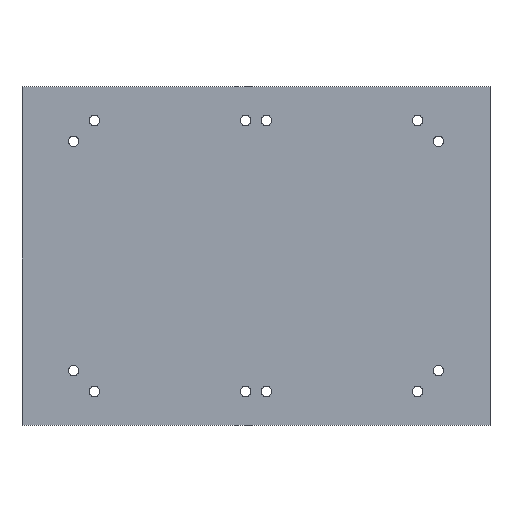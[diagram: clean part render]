
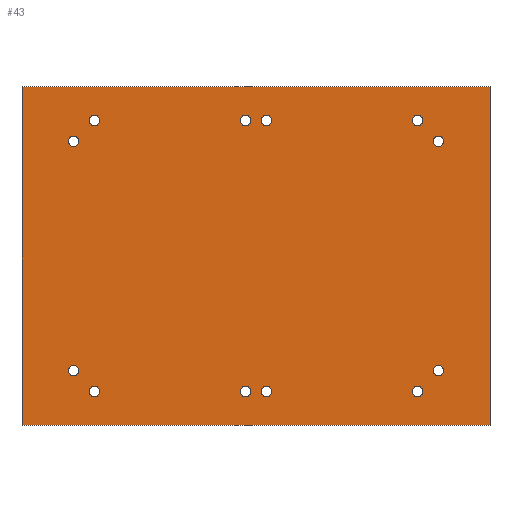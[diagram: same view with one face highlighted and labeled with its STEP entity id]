
A CAD part, top view. The second image highlights one B-rep face of the part: STEP entity #43.
In plain terms, the highlighted planar face has unit normal (0, 0, 1).
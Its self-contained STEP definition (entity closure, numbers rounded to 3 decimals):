
#43=ADVANCED_FACE('',(#103,#104,#105,#106,#107,#108,#109,#110,#111,#112,#113,
#114,#73),#349,.T.);
#73=FACE_OUTER_BOUND('',#139,.F.);
#103=FACE_BOUND('',#127,.F.);
#104=FACE_BOUND('',#128,.F.);
#105=FACE_BOUND('',#129,.F.);
#106=FACE_BOUND('',#130,.F.);
#107=FACE_BOUND('',#131,.F.);
#108=FACE_BOUND('',#132,.F.);
#109=FACE_BOUND('',#133,.F.);
#110=FACE_BOUND('',#134,.F.);
#111=FACE_BOUND('',#135,.F.);
#112=FACE_BOUND('',#136,.F.);
#113=FACE_BOUND('',#137,.F.);
#114=FACE_BOUND('',#138,.F.);
#127=EDGE_LOOP('',(#181,#182));
#128=EDGE_LOOP('',(#183,#184));
#129=EDGE_LOOP('',(#185,#186));
#130=EDGE_LOOP('',(#187,#188));
#131=EDGE_LOOP('',(#189,#190));
#132=EDGE_LOOP('',(#191,#192));
#133=EDGE_LOOP('',(#193,#194));
#134=EDGE_LOOP('',(#195,#196));
#135=EDGE_LOOP('',(#197,#198));
#136=EDGE_LOOP('',(#199,#200));
#137=EDGE_LOOP('',(#201,#202));
#138=EDGE_LOOP('',(#203,#204));
#139=EDGE_LOOP('',(#205,#206,#207,#208));
#181=ORIENTED_EDGE('',*,*,#436,.T.);
#182=ORIENTED_EDGE('',*,*,#435,.T.);
#183=ORIENTED_EDGE('',*,*,#438,.T.);
#184=ORIENTED_EDGE('',*,*,#437,.T.);
#185=ORIENTED_EDGE('',*,*,#440,.T.);
#186=ORIENTED_EDGE('',*,*,#439,.T.);
#187=ORIENTED_EDGE('',*,*,#442,.T.);
#188=ORIENTED_EDGE('',*,*,#441,.T.);
#189=ORIENTED_EDGE('',*,*,#444,.T.);
#190=ORIENTED_EDGE('',*,*,#443,.T.);
#191=ORIENTED_EDGE('',*,*,#446,.T.);
#192=ORIENTED_EDGE('',*,*,#445,.T.);
#193=ORIENTED_EDGE('',*,*,#448,.T.);
#194=ORIENTED_EDGE('',*,*,#447,.T.);
#195=ORIENTED_EDGE('',*,*,#450,.T.);
#196=ORIENTED_EDGE('',*,*,#449,.T.);
#197=ORIENTED_EDGE('',*,*,#452,.T.);
#198=ORIENTED_EDGE('',*,*,#451,.T.);
#199=ORIENTED_EDGE('',*,*,#454,.T.);
#200=ORIENTED_EDGE('',*,*,#453,.T.);
#201=ORIENTED_EDGE('',*,*,#456,.T.);
#202=ORIENTED_EDGE('',*,*,#455,.T.);
#203=ORIENTED_EDGE('',*,*,#458,.T.);
#204=ORIENTED_EDGE('',*,*,#457,.T.);
#205=ORIENTED_EDGE('',*,*,#459,.T.);
#206=ORIENTED_EDGE('',*,*,#462,.T.);
#207=ORIENTED_EDGE('',*,*,#461,.T.);
#208=ORIENTED_EDGE('',*,*,#460,.T.);
#349=PLANE('',#700);
#363=LINE('',#1014,#399);
#364=LINE('',#1015,#400);
#365=LINE('',#1016,#401);
#366=LINE('',#1017,#402);
#399=VECTOR('',#784,325.);
#400=VECTOR('',#785,449.);
#401=VECTOR('',#786,325.);
#402=VECTOR('',#787,449.);
#435=EDGE_CURVE('',#622,#621,#519,.T.);
#436=EDGE_CURVE('',#621,#622,#520,.T.);
#437=EDGE_CURVE('',#620,#619,#521,.T.);
#438=EDGE_CURVE('',#619,#620,#522,.T.);
#439=EDGE_CURVE('',#618,#617,#523,.T.);
#440=EDGE_CURVE('',#617,#618,#524,.T.);
#441=EDGE_CURVE('',#616,#615,#525,.T.);
#442=EDGE_CURVE('',#615,#616,#526,.T.);
#443=EDGE_CURVE('',#614,#613,#527,.T.);
#444=EDGE_CURVE('',#613,#614,#528,.T.);
#445=EDGE_CURVE('',#612,#611,#529,.T.);
#446=EDGE_CURVE('',#611,#612,#530,.T.);
#447=EDGE_CURVE('',#610,#609,#531,.T.);
#448=EDGE_CURVE('',#609,#610,#532,.T.);
#449=EDGE_CURVE('',#608,#607,#533,.T.);
#450=EDGE_CURVE('',#607,#608,#534,.T.);
#451=EDGE_CURVE('',#606,#605,#535,.T.);
#452=EDGE_CURVE('',#605,#606,#536,.T.);
#453=EDGE_CURVE('',#604,#603,#537,.T.);
#454=EDGE_CURVE('',#603,#604,#538,.T.);
#455=EDGE_CURVE('',#602,#601,#539,.T.);
#456=EDGE_CURVE('',#601,#602,#540,.T.);
#457=EDGE_CURVE('',#600,#599,#541,.T.);
#458=EDGE_CURVE('',#599,#600,#542,.T.);
#459=EDGE_CURVE('',#598,#597,#363,.T.);
#460=EDGE_CURVE('',#596,#598,#364,.T.);
#461=EDGE_CURVE('',#595,#596,#365,.T.);
#462=EDGE_CURVE('',#597,#595,#366,.T.);
#519=CIRCLE('',#652,5.);
#520=CIRCLE('',#653,5.);
#521=CIRCLE('',#654,5.);
#522=CIRCLE('',#655,5.);
#523=CIRCLE('',#656,5.);
#524=CIRCLE('',#657,5.);
#525=CIRCLE('',#658,5.);
#526=CIRCLE('',#659,5.);
#527=CIRCLE('',#660,5.);
#528=CIRCLE('',#661,5.);
#529=CIRCLE('',#662,5.);
#530=CIRCLE('',#663,5.);
#531=CIRCLE('',#664,5.);
#532=CIRCLE('',#665,5.);
#533=CIRCLE('',#666,5.);
#534=CIRCLE('',#667,5.);
#535=CIRCLE('',#668,5.);
#536=CIRCLE('',#669,5.);
#537=CIRCLE('',#670,5.);
#538=CIRCLE('',#671,5.);
#539=CIRCLE('',#672,5.);
#540=CIRCLE('',#673,5.);
#541=CIRCLE('',#674,5.);
#542=CIRCLE('',#675,5.);
#595=VERTEX_POINT('',#962);
#596=VERTEX_POINT('',#963);
#597=VERTEX_POINT('',#964);
#598=VERTEX_POINT('',#965);
#599=VERTEX_POINT('',#966);
#600=VERTEX_POINT('',#967);
#601=VERTEX_POINT('',#968);
#602=VERTEX_POINT('',#969);
#603=VERTEX_POINT('',#970);
#604=VERTEX_POINT('',#971);
#605=VERTEX_POINT('',#972);
#606=VERTEX_POINT('',#973);
#607=VERTEX_POINT('',#974);
#608=VERTEX_POINT('',#975);
#609=VERTEX_POINT('',#976);
#610=VERTEX_POINT('',#977);
#611=VERTEX_POINT('',#978);
#612=VERTEX_POINT('',#979);
#613=VERTEX_POINT('',#980);
#614=VERTEX_POINT('',#981);
#615=VERTEX_POINT('',#982);
#616=VERTEX_POINT('',#983);
#617=VERTEX_POINT('',#984);
#618=VERTEX_POINT('',#985);
#619=VERTEX_POINT('',#986);
#620=VERTEX_POINT('',#987);
#621=VERTEX_POINT('',#988);
#622=VERTEX_POINT('',#989);
#652=AXIS2_PLACEMENT_3D('',#990,#736,#737);
#653=AXIS2_PLACEMENT_3D('',#991,#738,#739);
#654=AXIS2_PLACEMENT_3D('',#992,#740,#741);
#655=AXIS2_PLACEMENT_3D('',#993,#742,#743);
#656=AXIS2_PLACEMENT_3D('',#994,#744,#745);
#657=AXIS2_PLACEMENT_3D('',#995,#746,#747);
#658=AXIS2_PLACEMENT_3D('',#996,#748,#749);
#659=AXIS2_PLACEMENT_3D('',#997,#750,#751);
#660=AXIS2_PLACEMENT_3D('',#998,#752,#753);
#661=AXIS2_PLACEMENT_3D('',#999,#754,#755);
#662=AXIS2_PLACEMENT_3D('',#1000,#756,#757);
#663=AXIS2_PLACEMENT_3D('',#1001,#758,#759);
#664=AXIS2_PLACEMENT_3D('',#1002,#760,#761);
#665=AXIS2_PLACEMENT_3D('',#1003,#762,#763);
#666=AXIS2_PLACEMENT_3D('',#1004,#764,#765);
#667=AXIS2_PLACEMENT_3D('',#1005,#766,#767);
#668=AXIS2_PLACEMENT_3D('',#1006,#768,#769);
#669=AXIS2_PLACEMENT_3D('',#1007,#770,#771);
#670=AXIS2_PLACEMENT_3D('',#1008,#772,#773);
#671=AXIS2_PLACEMENT_3D('',#1009,#774,#775);
#672=AXIS2_PLACEMENT_3D('',#1010,#776,#777);
#673=AXIS2_PLACEMENT_3D('',#1011,#778,#779);
#674=AXIS2_PLACEMENT_3D('',#1012,#780,#781);
#675=AXIS2_PLACEMENT_3D('',#1013,#782,#783);
#700=AXIS2_PLACEMENT_3D('',#1074,#868,#869);
#736=DIRECTION('',(0.,0.,1.));
#737=DIRECTION('',(-1.,0.,0.));
#738=DIRECTION('',(0.,0.,1.));
#739=DIRECTION('',(1.,0.,0.));
#740=DIRECTION('',(0.,0.,1.));
#741=DIRECTION('',(-1.,0.,0.));
#742=DIRECTION('',(0.,0.,1.));
#743=DIRECTION('',(1.,0.,0.));
#744=DIRECTION('',(0.,0.,1.));
#745=DIRECTION('',(-1.,0.,0.));
#746=DIRECTION('',(0.,0.,1.));
#747=DIRECTION('',(1.,0.,0.));
#748=DIRECTION('',(0.,0.,1.));
#749=DIRECTION('',(-1.,0.,0.));
#750=DIRECTION('',(0.,0.,1.));
#751=DIRECTION('',(1.,0.,0.));
#752=DIRECTION('',(0.,0.,1.));
#753=DIRECTION('',(-1.,0.,0.));
#754=DIRECTION('',(0.,0.,1.));
#755=DIRECTION('',(1.,0.,0.));
#756=DIRECTION('',(0.,0.,1.));
#757=DIRECTION('',(-1.,0.,0.));
#758=DIRECTION('',(0.,0.,1.));
#759=DIRECTION('',(1.,0.,0.));
#760=DIRECTION('',(0.,0.,1.));
#761=DIRECTION('',(-1.,0.,0.));
#762=DIRECTION('',(0.,0.,1.));
#763=DIRECTION('',(1.,0.,0.));
#764=DIRECTION('',(0.,0.,1.));
#765=DIRECTION('',(-1.,0.,0.));
#766=DIRECTION('',(0.,0.,1.));
#767=DIRECTION('',(1.,0.,0.));
#768=DIRECTION('',(0.,0.,1.));
#769=DIRECTION('',(-1.,0.,0.));
#770=DIRECTION('',(0.,0.,1.));
#771=DIRECTION('',(1.,0.,0.));
#772=DIRECTION('',(0.,0.,1.));
#773=DIRECTION('',(-1.,0.,0.));
#774=DIRECTION('',(0.,0.,1.));
#775=DIRECTION('',(1.,0.,0.));
#776=DIRECTION('',(0.,0.,1.));
#777=DIRECTION('',(-1.,0.,0.));
#778=DIRECTION('',(0.,0.,1.));
#779=DIRECTION('',(1.,0.,0.));
#780=DIRECTION('',(0.,0.,1.));
#781=DIRECTION('',(-1.,0.,0.));
#782=DIRECTION('',(0.,0.,1.));
#783=DIRECTION('',(1.,0.,0.));
#784=DIRECTION('',(0.,-1.,0.));
#785=DIRECTION('',(1.,0.,0.));
#786=DIRECTION('',(0.,1.,0.));
#787=DIRECTION('',(-1.,0.,0.));
#868=DIRECTION('',(0.,0.,1.));
#869=DIRECTION('',(1.,0.,0.));
#962=CARTESIAN_POINT('',(3.,-622.016,18.866));
#963=CARTESIAN_POINT('',(3.,-297.016,18.866));
#964=CARTESIAN_POINT('',(452.,-622.016,18.866));
#965=CARTESIAN_POINT('',(452.,-297.016,18.866));
#966=CARTESIAN_POINT('',(57.5,-349.516,18.866));
#967=CARTESIAN_POINT('',(47.5,-349.516,18.866));
#968=CARTESIAN_POINT('',(77.5,-329.516,18.866));
#969=CARTESIAN_POINT('',(67.5,-329.516,18.866));
#970=CARTESIAN_POINT('',(222.5,-329.516,18.866));
#971=CARTESIAN_POINT('',(212.5,-329.516,18.866));
#972=CARTESIAN_POINT('',(242.5,-329.516,18.866));
#973=CARTESIAN_POINT('',(232.5,-329.516,18.866));
#974=CARTESIAN_POINT('',(387.5,-329.516,18.866));
#975=CARTESIAN_POINT('',(377.5,-329.516,18.866));
#976=CARTESIAN_POINT('',(407.5,-349.516,18.866));
#977=CARTESIAN_POINT('',(397.5,-349.516,18.866));
#978=CARTESIAN_POINT('',(407.5,-569.516,18.866));
#979=CARTESIAN_POINT('',(397.5,-569.516,18.866));
#980=CARTESIAN_POINT('',(387.5,-589.516,18.866));
#981=CARTESIAN_POINT('',(377.5,-589.516,18.866));
#982=CARTESIAN_POINT('',(242.5,-589.516,18.866));
#983=CARTESIAN_POINT('',(232.5,-589.516,18.866));
#984=CARTESIAN_POINT('',(222.5,-589.516,18.866));
#985=CARTESIAN_POINT('',(212.5,-589.516,18.866));
#986=CARTESIAN_POINT('',(77.5,-589.516,18.866));
#987=CARTESIAN_POINT('',(67.5,-589.516,18.866));
#988=CARTESIAN_POINT('',(57.5,-569.516,18.866));
#989=CARTESIAN_POINT('',(47.5,-569.516,18.866));
#990=CARTESIAN_POINT('',(52.5,-569.516,18.866));
#991=CARTESIAN_POINT('',(52.5,-569.516,18.866));
#992=CARTESIAN_POINT('',(72.5,-589.516,18.866));
#993=CARTESIAN_POINT('',(72.5,-589.516,18.866));
#994=CARTESIAN_POINT('',(217.5,-589.516,18.866));
#995=CARTESIAN_POINT('',(217.5,-589.516,18.866));
#996=CARTESIAN_POINT('',(237.5,-589.516,18.866));
#997=CARTESIAN_POINT('',(237.5,-589.516,18.866));
#998=CARTESIAN_POINT('',(382.5,-589.516,18.866));
#999=CARTESIAN_POINT('',(382.5,-589.516,18.866));
#1000=CARTESIAN_POINT('',(402.5,-569.516,18.866));
#1001=CARTESIAN_POINT('',(402.5,-569.516,18.866));
#1002=CARTESIAN_POINT('',(402.5,-349.516,18.866));
#1003=CARTESIAN_POINT('',(402.5,-349.516,18.866));
#1004=CARTESIAN_POINT('',(382.5,-329.516,18.866));
#1005=CARTESIAN_POINT('',(382.5,-329.516,18.866));
#1006=CARTESIAN_POINT('',(237.5,-329.516,18.866));
#1007=CARTESIAN_POINT('',(237.5,-329.516,18.866));
#1008=CARTESIAN_POINT('',(217.5,-329.516,18.866));
#1009=CARTESIAN_POINT('',(217.5,-329.516,18.866));
#1010=CARTESIAN_POINT('',(72.5,-329.516,18.866));
#1011=CARTESIAN_POINT('',(72.5,-329.516,18.866));
#1012=CARTESIAN_POINT('',(52.5,-349.516,18.866));
#1013=CARTESIAN_POINT('',(52.5,-349.516,18.866));
#1014=CARTESIAN_POINT('',(452.,-297.016,18.866));
#1015=CARTESIAN_POINT('',(3.,-297.016,18.866));
#1016=CARTESIAN_POINT('',(3.,-622.016,18.866));
#1017=CARTESIAN_POINT('',(452.,-622.016,18.866));
#1074=CARTESIAN_POINT('',(-1.49,-626.506,
18.866));
